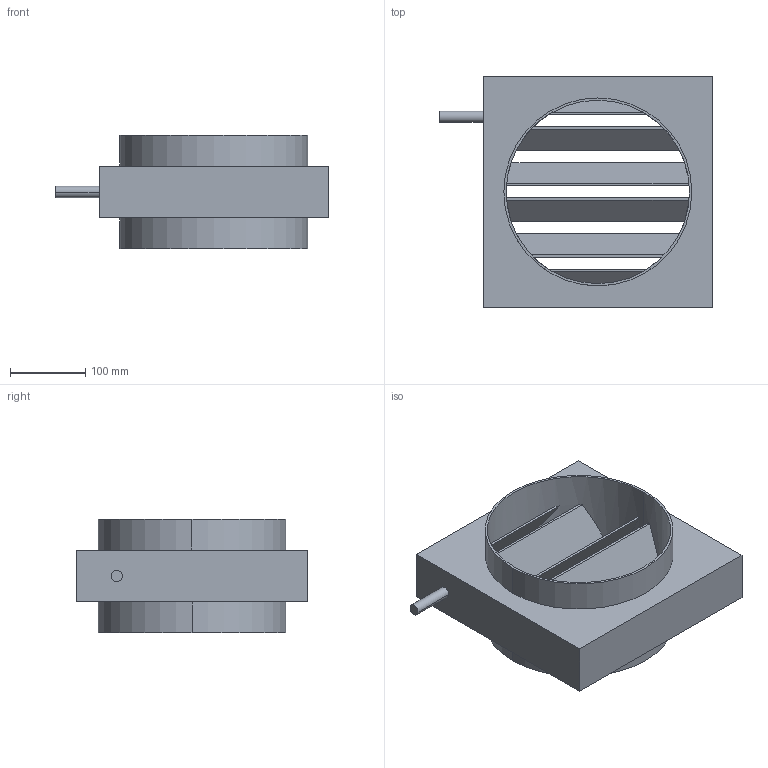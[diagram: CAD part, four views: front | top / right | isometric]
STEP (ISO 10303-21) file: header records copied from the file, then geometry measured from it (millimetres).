
FILE_DESCRIPTION (( 'STEP AP214' ), '1' );
FILE_NAME ('JRE 25.STEP', '2018-05-14T11:33:00', ( 'CADnetwork' ), ( '' ), 'SwSTEP 2.0', 'SolidWorks 2014', '' );
FILE_SCHEMA (( 'AUTOMOTIVE_DESIGN' ));
Length unit declared in the file: millimetre
Products named in the file (1): JRE 25
Bounding box: 363 x 308 x 151 mm (x, y, z)
Volume: 3651577.6 mm3; surface area: 494728.9 mm2
Topology: 1 solids, 1 shells, 39 faces, 96 edges, 64 vertices
Faces by surface type: plane 31, cylinder 8
Entity records: 1220 total; most frequent: CARTESIAN_POINT 260, DIRECTION 192, ORIENTED_EDGE 192, EDGE_CURVE 96, AXIS2_PLACEMENT_3D 76, VERTEX_POINT 64, EDGE_LOOP 54, LINE 40
